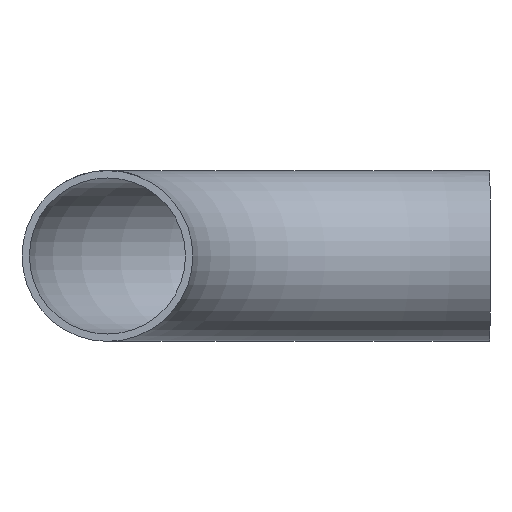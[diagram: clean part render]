
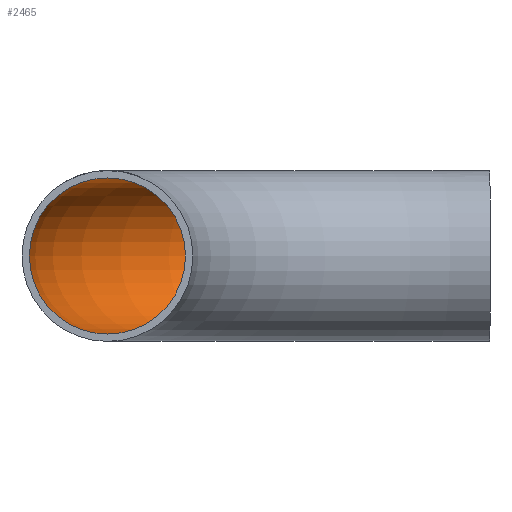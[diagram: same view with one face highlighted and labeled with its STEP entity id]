
A CAD part, front view. The second image highlights one B-rep face of the part: STEP entity #2465.
In plain terms, the highlighted toroidal (fillet/blend) face has major radius 135 mm and minor radius 27.55 mm.
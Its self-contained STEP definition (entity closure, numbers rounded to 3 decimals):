
#1788 = EDGE_LOOP ( 'NONE', ( #12533 ) ) ;
#2036 = AXIS2_PLACEMENT_3D ( 'NONE', #9371, #4232, #14885 ) ;
#2465 = ADVANCED_FACE ( 'NONE', ( #11576, #18559 ), #5344, .F. ) ;
#2864 = ORIENTED_EDGE ( 'NONE', *, *, #21537, .F. ) ;
#3366 = VERTEX_POINT ( 'NONE', #10350 ) ;
#4232 = DIRECTION ( 'NONE',  ( 1., 0., 0. ) ) ;
#4705 = CARTESIAN_POINT ( 'NONE',  ( 0., 0., 0. ) ) ;
#5263 = CARTESIAN_POINT ( 'NONE',  ( -135., 0., 0. ) ) ;
#5344 = TOROIDAL_SURFACE ( 'NONE', #7882, 135., 27.55 ) ;
#6136 = EDGE_CURVE ( 'NONE', #3366, #3366, #9707, .T. ) ;
#7882 = AXIS2_PLACEMENT_3D ( 'NONE', #4705, #16955, #11685 ) ;
#8802 = DIRECTION ( 'NONE',  ( 0., 1., 0. ) ) ;
#9371 = CARTESIAN_POINT ( 'NONE',  ( 0., 135., 0. ) ) ;
#9707 = CIRCLE ( 'NONE', #2036, 27.55 ) ;
#10350 = CARTESIAN_POINT ( 'NONE',  ( 0., 162.55, 0. ) ) ;
#11028 = VERTEX_POINT ( 'NONE', #17902 ) ;
#11363 = EDGE_LOOP ( 'NONE', ( #2864 ) ) ;
#11576 = FACE_OUTER_BOUND ( 'NONE', #1788, .T. ) ;
#11685 = DIRECTION ( 'NONE',  ( -1., 0., 0. ) ) ;
#12533 = ORIENTED_EDGE ( 'NONE', *, *, #6136, .T. ) ;
#14885 = DIRECTION ( 'NONE',  ( 0., 1., 0. ) ) ;
#16955 = DIRECTION ( 'NONE',  ( 0., 0., -1. ) ) ;
#17902 = CARTESIAN_POINT ( 'NONE',  ( -135., 0., 27.55 ) ) ;
#18559 = FACE_OUTER_BOUND ( 'NONE', #11363, .T. ) ;
#18731 = CIRCLE ( 'NONE', #20570, 27.55 ) ;
#20570 = AXIS2_PLACEMENT_3D ( 'NONE', #5263, #8802, #21064 ) ;
#21064 = DIRECTION ( 'NONE',  ( 0., 0., 1. ) ) ;
#21537 = EDGE_CURVE ( 'NONE', #11028, #11028, #18731, .T. ) ;
